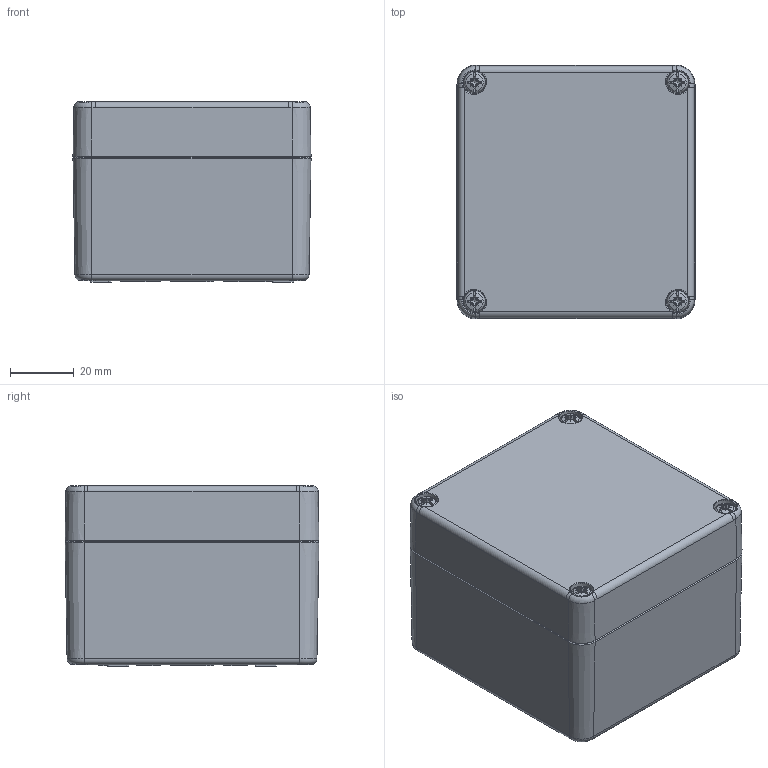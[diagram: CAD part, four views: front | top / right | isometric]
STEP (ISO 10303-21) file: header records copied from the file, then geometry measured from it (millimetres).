
FILE_DESCRIPTION(/* description */ (''),/* implementation_level */ '2;1');
FILE_NAME(/* name */ '1004100900-MBX_708055-K_VE.stp',/* time_stamp */ '2018-10-31T15:08:19+01:00',/* author */ ('robin.rentz'),/* organization */ (''),/* preprocessor_version */ 'ST-DEVELOPER v17',/* originating_system */ 'Autodesk Inventor 2019',/* authorisation */ '');
FILE_SCHEMA (('CONFIG_CONTROL_DESIGN'));
Products named in the file (6): 1004100900-MBX_708055-K_VE; UT-MBX_708055; OT-MBX_708055; 1990000007 M4 Gewindebuchse; 1990000018 - Schraube BM4 x 24-10; OT-MBX_708055_1
Assembly tree (11 placements, depth 2):
  1004100900-MBX_708055-K_VE
    UT-MBX_708055
    OT-MBX_708055
    1990000007 M4 Gewindebuchse  x4
    1990000018 - Schraube BM4 x 24-10  x4
    OT-MBX_708055_1
Bounding box: 74.99 x 79.99 x 57 mm (x, y, z)
Volume: 106417.2 mm3; surface area: 69626.9 mm2
Topology: 11 solids, 11 shells, 2315 faces, 5784 edges, 3562 vertices
Faces by surface type: plane 879, bspline 504, cylinder 428, cone 386, torus 110, sphere 8
Full cylindrical faces by diameter (mm): 3.242 x4, 3.6 x4, 4 x4, 4.4 x4, 6 x4
Entity records: 77792 total; most frequent: CARTESIAN_POINT 44035, ORIENTED_EDGE 7680, DIRECTION 5842, EDGE_CURVE 3840, VERTEX_POINT 2377, AXIS2_PLACEMENT_3D 2101, LINE 1640, VECTOR 1640
